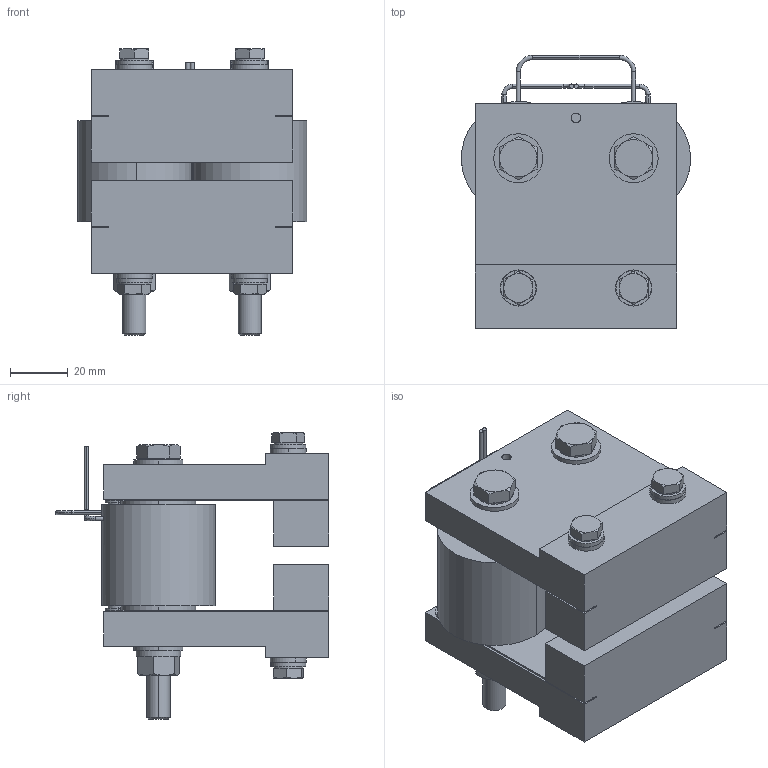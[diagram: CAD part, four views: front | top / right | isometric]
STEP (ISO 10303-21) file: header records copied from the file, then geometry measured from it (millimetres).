
FILE_DESCRIPTION (( 'STEP AP203' ), '1' );
FILE_NAME ('MDB-8(Web—p).STEP', '2025-12-22T07:05:03', ( '' ), ( '' ), 'SwSTEP 2.0', 'SolidWorks 2024', '' );
FILE_SCHEMA (( 'CONFIG_CONTROL_DESIGN' ));
Length unit declared in the file: millimetre
Products named in the file (1): MDB-8(Web用)
Bounding box: 79.49 x 94.75 x 99.5 mm (x, y, z)
Volume: 289818.3 mm3; surface area: 51820.1 mm2
Topology: 1 solids, 1 shells, 410 faces, 969 edges, 588 vertices
Faces by surface type: plane 204, cylinder 114, cone 68, torus 24
Entity records: 12200 total; most frequent: CARTESIAN_POINT 2590, DIRECTION 2077, ORIENTED_EDGE 1930, EDGE_CURVE 965, AXIS2_PLACEMENT_3D 807, VERTEX_POINT 588, LINE 463, VECTOR 463
